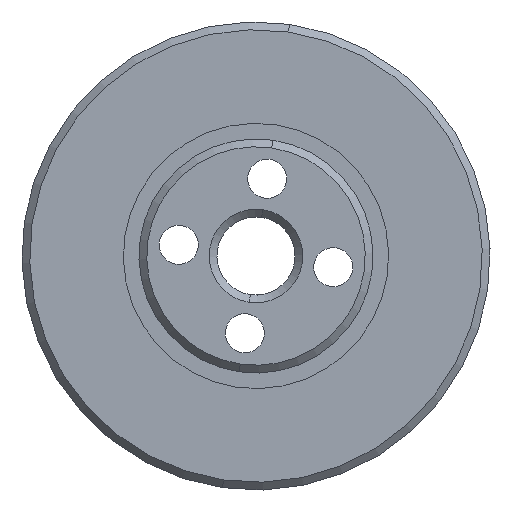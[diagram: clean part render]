
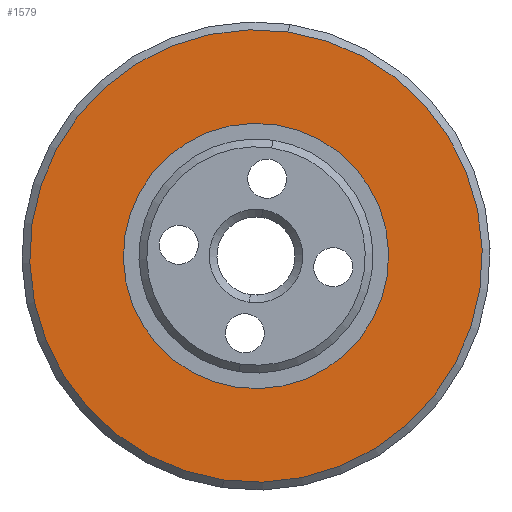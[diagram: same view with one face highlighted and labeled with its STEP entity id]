
A CAD part, left-side view. The second image highlights one B-rep face of the part: STEP entity #1579.
In plain terms, the highlighted face is planar.
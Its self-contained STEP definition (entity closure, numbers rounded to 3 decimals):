
#5 = ORIENTED_EDGE ( 'NONE', *, *, #1903, .T. ) ;
#34 = CARTESIAN_POINT ( 'NONE',  ( 0., 4.5, 0. ) ) ;
#123 = AXIS2_PLACEMENT_3D ( 'NONE', #34, #1947, #373 ) ;
#126 = CARTESIAN_POINT ( 'NONE',  ( 0., 4.5, 14.5 ) ) ;
#144 = DIRECTION ( 'NONE',  ( 0., 0., 1. ) ) ;
#158 = VERTEX_POINT ( 'NONE', #231 ) ;
#192 = CIRCLE ( 'NONE', #1942, 8.5 ) ;
#200 = AXIS2_PLACEMENT_3D ( 'NONE', #1346, #1037, #1944 ) ;
#231 = CARTESIAN_POINT ( 'NONE',  ( 0., 4.5, -14.5 ) ) ;
#287 = CARTESIAN_POINT ( 'NONE',  ( 0., 4.5, -8.5 ) ) ;
#330 = AXIS2_PLACEMENT_3D ( 'NONE', #1703, #647, #902 ) ;
#373 = DIRECTION ( 'NONE',  ( 0., 0., 1. ) ) ;
#453 = VERTEX_POINT ( 'NONE', #287 ) ;
#464 = CARTESIAN_POINT ( 'NONE',  ( 0., 4.5, 0. ) ) ;
#567 = EDGE_LOOP ( 'NONE', ( #1713, #1775 ) ) ;
#647 = DIRECTION ( 'NONE',  ( 0., 1., 0. ) ) ;
#704 = EDGE_LOOP ( 'NONE', ( #5, #1882 ) ) ;
#794 = FACE_BOUND ( 'NONE', #567, .T. ) ;
#801 = DIRECTION ( 'NONE',  ( 0., 1., 0. ) ) ;
#851 = CIRCLE ( 'NONE', #1526, 8.5 ) ;
#902 = DIRECTION ( 'NONE',  ( 0., 0., 1. ) ) ;
#982 = EDGE_CURVE ( 'NONE', #1415, #453, #192, .T. ) ;
#1037 = DIRECTION ( 'NONE',  ( 0., 1., 0. ) ) ;
#1052 = PLANE ( 'NONE',  #330 ) ;
#1058 = EDGE_CURVE ( 'NONE', #453, #1415, #851, .T. ) ;
#1092 = CIRCLE ( 'NONE', #200, 14.5 ) ;
#1215 = EDGE_CURVE ( 'NONE', #1521, #158, #1450, .T. ) ;
#1346 = CARTESIAN_POINT ( 'NONE',  ( 0., 4.5, 0. ) ) ;
#1415 = VERTEX_POINT ( 'NONE', #1646 ) ;
#1431 = DIRECTION ( 'NONE',  ( 0., 0., 1. ) ) ;
#1450 = CIRCLE ( 'NONE', #123, 14.5 ) ;
#1521 = VERTEX_POINT ( 'NONE', #126 ) ;
#1526 = AXIS2_PLACEMENT_3D ( 'NONE', #1590, #801, #1431 ) ;
#1579 = ADVANCED_FACE ( 'NONE', ( #1583, #794 ), #1052, .T. ) ;
#1583 = FACE_OUTER_BOUND ( 'NONE', #704, .T. ) ;
#1590 = CARTESIAN_POINT ( 'NONE',  ( 0., 4.5, 0. ) ) ;
#1646 = CARTESIAN_POINT ( 'NONE',  ( 0., 4.5, 8.5 ) ) ;
#1703 = CARTESIAN_POINT ( 'NONE',  ( 0., 4.5, 0. ) ) ;
#1713 = ORIENTED_EDGE ( 'NONE', *, *, #1058, .F. ) ;
#1775 = ORIENTED_EDGE ( 'NONE', *, *, #982, .F. ) ;
#1882 = ORIENTED_EDGE ( 'NONE', *, *, #1215, .T. ) ;
#1903 = EDGE_CURVE ( 'NONE', #158, #1521, #1092, .T. ) ;
#1942 = AXIS2_PLACEMENT_3D ( 'NONE', #464, #2018, #144 ) ;
#1944 = DIRECTION ( 'NONE',  ( 0., 0., 1. ) ) ;
#1947 = DIRECTION ( 'NONE',  ( 0., 1., 0. ) ) ;
#2018 = DIRECTION ( 'NONE',  ( 0., 1., 0. ) ) ;
